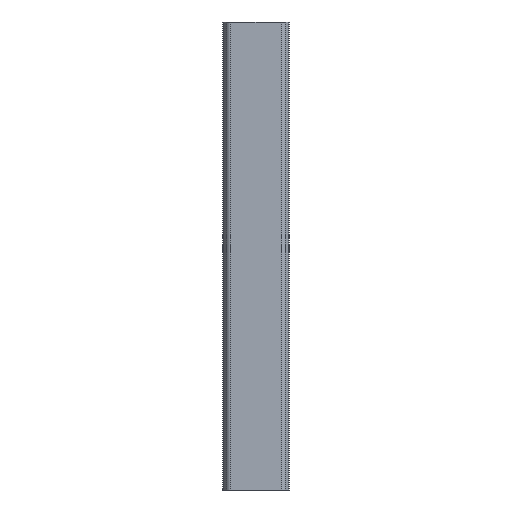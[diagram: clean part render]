
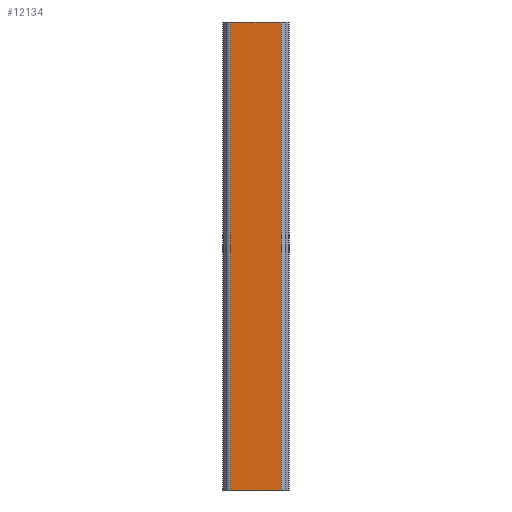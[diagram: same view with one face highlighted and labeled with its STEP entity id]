
A CAD part, front view. The second image highlights one B-rep face of the part: STEP entity #12134.
In plain terms, the highlighted planar face has unit normal (0, -1, 0).
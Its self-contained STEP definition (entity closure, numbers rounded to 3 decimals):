
#424=PLANE('',#17719);
#898=FACE_OUTER_BOUND('',#1740,.T.);
#1740=EDGE_LOOP('',(#6917,#6918,#6919,#6920));
#2749=VERTEX_POINT('',#25322);
#2752=VERTEX_POINT('',#25327);
#2767=VERTEX_POINT('',#25379);
#2768=VERTEX_POINT('',#25381);
#4420=EDGE_CURVE('',#2752,#2749,#14129,.T.);
#4447=EDGE_CURVE('',#2768,#2767,#14147,.T.);
#4449=EDGE_CURVE('',#2767,#2749,#14148,.T.);
#4450=EDGE_CURVE('',#2752,#2768,#14149,.T.);
#6917=ORIENTED_EDGE('',*,*,#4449,.T.);
#6918=ORIENTED_EDGE('',*,*,#4420,.F.);
#6919=ORIENTED_EDGE('',*,*,#4450,.T.);
#6920=ORIENTED_EDGE('',*,*,#4447,.T.);
#12134=ADVANCED_FACE('',(#898),#424,.T.);
#14129=LINE('',#25329,#15911);
#14147=LINE('',#25382,#15929);
#14148=LINE('',#25385,#15930);
#14149=LINE('',#25386,#15931);
#15911=VECTOR('',#19684,500.);
#15929=VECTOR('',#19740,500.);
#15930=VECTOR('',#19745,54.371);
#15931=VECTOR('',#19746,54.371);
#17719=AXIS2_PLACEMENT_3D('',#25384,#19743,#19744);
#19684=DIRECTION('',(0.,0.,1.));
#19740=DIRECTION('',(0.,0.,1.));
#19743=DIRECTION('center_axis',(0.,-1.,0.));
#19744=DIRECTION('ref_axis',(0.,0.,-1.));
#19745=DIRECTION('',(-1.,0.,0.));
#19746=DIRECTION('',(1.,0.,0.));
#25322=CARTESIAN_POINT('',(-27.185,0.,500.));
#25327=CARTESIAN_POINT('',(-27.185,0.,0.));
#25329=CARTESIAN_POINT('',(-27.185,0.,0.));
#25379=CARTESIAN_POINT('',(27.185,0.,500.));
#25381=CARTESIAN_POINT('',(27.185,0.,0.));
#25382=CARTESIAN_POINT('',(27.185,0.,0.));
#25384=CARTESIAN_POINT('Origin',(27.185,0.,
0.));
#25385=CARTESIAN_POINT('',(-27.185,0.,500.));
#25386=CARTESIAN_POINT('',(-27.185,0.,0.));
